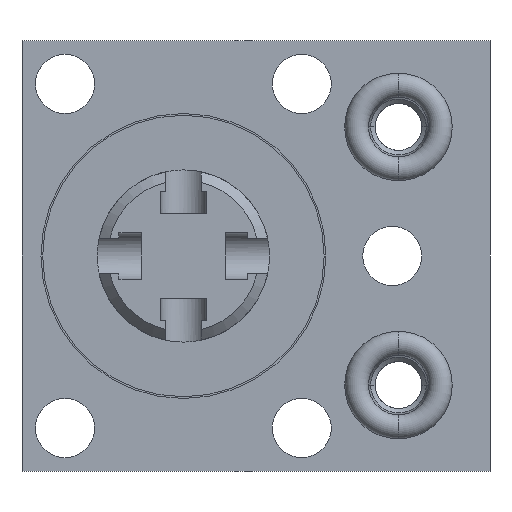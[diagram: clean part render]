
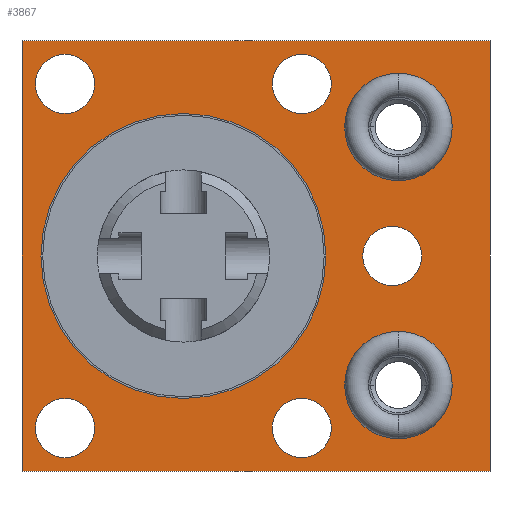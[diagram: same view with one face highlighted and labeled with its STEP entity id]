
A CAD part, left-side view. The second image highlights one B-rep face of the part: STEP entity #3867.
In plain terms, the highlighted planar face has unit normal (-1, 0, 0).
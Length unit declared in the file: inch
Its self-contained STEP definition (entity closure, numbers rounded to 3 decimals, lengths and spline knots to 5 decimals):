
#718=DIRECTION('',(0.,-1.,0.));
#719=VECTOR('',#718,2.72);
#720=CARTESIAN_POINT('',(-1.25,0.938,1.25));
#721=LINE('',#720,#719);
#725=DIRECTION('',(0.,0.,-1.));
#726=VECTOR('',#725,2.5);
#727=CARTESIAN_POINT('',(-1.25,-1.782,1.25));
#728=LINE('',#727,#726);
#732=DIRECTION('',(0.,1.,0.));
#733=VECTOR('',#732,2.72);
#734=CARTESIAN_POINT('',(-1.25,-1.782,-1.25));
#735=LINE('',#734,#733);
#739=DIRECTION('',(0.,0.,1.));
#740=VECTOR('',#739,2.5);
#741=CARTESIAN_POINT('',(-1.25,0.938,-1.25));
#742=LINE('',#741,#740);
#746=CARTESIAN_POINT('',(-1.25,0.688,1.));
#747=DIRECTION('',(-1.,0.,0.));
#748=DIRECTION('',(0.,-1.,0.));
#749=AXIS2_PLACEMENT_3D('',#746,#747,#748);
#754=CARTESIAN_POINT('',(-1.25,0.688,1.));
#755=DIRECTION('',(-1.,0.,0.));
#756=DIRECTION('',(0.,1.,0.));
#757=AXIS2_PLACEMENT_3D('',#754,#755,#756);
#762=CARTESIAN_POINT('',(-1.25,0.688,-1.));
#763=DIRECTION('',(-1.,0.,0.));
#764=DIRECTION('',(0.,-1.,0.));
#765=AXIS2_PLACEMENT_3D('',#762,#763,#764);
#770=CARTESIAN_POINT('',(-1.25,0.688,-1.));
#771=DIRECTION('',(-1.,0.,0.));
#772=DIRECTION('',(0.,1.,0.));
#773=AXIS2_PLACEMENT_3D('',#770,#771,#772);
#778=CARTESIAN_POINT('',(-1.25,-0.688,1.));
#779=DIRECTION('',(-1.,0.,0.));
#780=DIRECTION('',(0.,-1.,0.));
#781=AXIS2_PLACEMENT_3D('',#778,#779,#780);
#786=CARTESIAN_POINT('',(-1.25,-0.688,1.));
#787=DIRECTION('',(-1.,0.,0.));
#788=DIRECTION('',(0.,1.,0.));
#789=AXIS2_PLACEMENT_3D('',#786,#787,#788);
#794=CARTESIAN_POINT('',(-1.25,-0.688,-1.));
#795=DIRECTION('',(-1.,0.,0.));
#796=DIRECTION('',(0.,-1.,0.));
#797=AXIS2_PLACEMENT_3D('',#794,#795,#796);
#802=CARTESIAN_POINT('',(-1.25,-0.688,-1.));
#803=DIRECTION('',(-1.,0.,0.));
#804=DIRECTION('',(0.,1.,0.));
#805=AXIS2_PLACEMENT_3D('',#802,#803,#804);
#810=CARTESIAN_POINT('',(-1.25,-1.214,0.));
#811=DIRECTION('',(-1.,0.,0.));
#812=DIRECTION('',(0.,-1.,0.));
#813=AXIS2_PLACEMENT_3D('',#810,#811,#812);
#818=CARTESIAN_POINT('',(-1.25,-1.214,0.));
#819=DIRECTION('',(-1.,0.,0.));
#820=DIRECTION('',(0.,1.,0.));
#821=AXIS2_PLACEMENT_3D('',#818,#819,#820);
#826=CARTESIAN_POINT('',(-1.25,-1.25,0.75));
#827=DIRECTION('',(1.,0.,0.));
#828=DIRECTION('',(0.,1.,0.));
#829=AXIS2_PLACEMENT_3D('',#826,#827,#828);
#834=CARTESIAN_POINT('',(-1.25,-1.25,0.75));
#835=DIRECTION('',(1.,0.,0.));
#836=DIRECTION('',(0.,-1.,0.));
#837=AXIS2_PLACEMENT_3D('',#834,#835,#836);
#842=CARTESIAN_POINT('',(-1.25,-1.25,-0.75));
#843=DIRECTION('',(1.,0.,0.));
#844=DIRECTION('',(0.,1.,0.));
#845=AXIS2_PLACEMENT_3D('',#842,#843,#844);
#850=CARTESIAN_POINT('',(-1.25,-1.25,-0.75));
#851=DIRECTION('',(1.,0.,0.));
#852=DIRECTION('',(0.,-1.,0.));
#853=AXIS2_PLACEMENT_3D('',#850,#851,#852);
#858=CARTESIAN_POINT('',(-1.25,0.,0.));
#859=DIRECTION('',(1.,0.,0.));
#860=DIRECTION('',(0.,1.,0.));
#861=AXIS2_PLACEMENT_3D('',#858,#859,#860);
#866=CARTESIAN_POINT('',(-1.25,0.,0.));
#867=DIRECTION('',(1.,0.,0.));
#868=DIRECTION('',(0.,-1.,0.));
#869=AXIS2_PLACEMENT_3D('',#866,#867,#868);
#3036=CARTESIAN_POINT('',(-1.25,0.938,1.25));
#3037=CARTESIAN_POINT('',(-1.25,-1.782,1.25));
#3038=VERTEX_POINT('',#3036);
#3039=VERTEX_POINT('',#3037);
#3040=CARTESIAN_POINT('',(-1.25,-1.782,-1.25));
#3041=VERTEX_POINT('',#3040);
#3042=CARTESIAN_POINT('',(-1.25,0.938,-1.25));
#3043=VERTEX_POINT('',#3042);
#3064=CARTESIAN_POINT('',(-1.25,0.5165,1.));
#3065=CARTESIAN_POINT('',(-1.25,0.8595,1.));
#3066=VERTEX_POINT('',#3064);
#3067=VERTEX_POINT('',#3065);
#3076=CARTESIAN_POINT('',(-1.25,-0.9375,0.75));
#3077=CARTESIAN_POINT('',(-1.25,-1.5625,0.75));
#3078=VERTEX_POINT('',#3076);
#3079=VERTEX_POINT('',#3077);
#3096=CARTESIAN_POINT('',(-1.25,-0.9375,-0.75));
#3097=CARTESIAN_POINT('',(-1.25,-1.5625,-0.75));
#3098=VERTEX_POINT('',#3096);
#3099=VERTEX_POINT('',#3097);
#3222=CARTESIAN_POINT('',(-1.25,0.5165,-1.));
#3223=CARTESIAN_POINT('',(-1.25,0.8595,-1.));
#3224=VERTEX_POINT('',#3222);
#3225=VERTEX_POINT('',#3223);
#3230=CARTESIAN_POINT('',(-1.25,-0.8595,1.));
#3231=CARTESIAN_POINT('',(-1.25,-0.5165,1.));
#3232=VERTEX_POINT('',#3230);
#3233=VERTEX_POINT('',#3231);
#3238=CARTESIAN_POINT('',(-1.25,-0.8595,-1.));
#3239=CARTESIAN_POINT('',(-1.25,-0.5165,-1.));
#3240=VERTEX_POINT('',#3238);
#3241=VERTEX_POINT('',#3239);
#3246=CARTESIAN_POINT('',(-1.25,-1.3855,0.));
#3247=CARTESIAN_POINT('',(-1.25,-1.0425,0.));
#3248=VERTEX_POINT('',#3246);
#3249=VERTEX_POINT('',#3247);
#3336=CARTESIAN_POINT('',(-1.25,0.828,0.));
#3337=CARTESIAN_POINT('',(-1.25,-0.828,0.));
#3338=VERTEX_POINT('',#3336);
#3339=VERTEX_POINT('',#3337);
#3808=CARTESIAN_POINT('',(-1.25,0.,0.));
#3809=DIRECTION('',(1.,0.,0.));
#3810=DIRECTION('',(0.,0.,-1.));
#3811=AXIS2_PLACEMENT_3D('',#3808,#3809,#3810);
#3812=PLANE('',#3811);
#3813=ORIENTED_EDGE('',*,*,#3748,.T.);
#3814=ORIENTED_EDGE('',*,*,#3763,.T.);
#3815=ORIENTED_EDGE('',*,*,#3789,.T.);
#3816=ORIENTED_EDGE('',*,*,#3802,.T.);
#3817=EDGE_LOOP('',(#3813,#3814,#3815,#3816));
#3818=FACE_OUTER_BOUND('',#3817,.F.);
#3820=ORIENTED_EDGE('',*,*,#3819,.T.);
#3822=ORIENTED_EDGE('',*,*,#3821,.T.);
#3823=EDGE_LOOP('',(#3820,#3822));
#3824=FACE_BOUND('',#3823,.F.);
#3826=ORIENTED_EDGE('',*,*,#3825,.T.);
#3828=ORIENTED_EDGE('',*,*,#3827,.T.);
#3829=EDGE_LOOP('',(#3826,#3828));
#3830=FACE_BOUND('',#3829,.F.);
#3832=ORIENTED_EDGE('',*,*,#3831,.T.);
#3834=ORIENTED_EDGE('',*,*,#3833,.T.);
#3835=EDGE_LOOP('',(#3832,#3834));
#3836=FACE_BOUND('',#3835,.F.);
#3838=ORIENTED_EDGE('',*,*,#3837,.T.);
#3840=ORIENTED_EDGE('',*,*,#3839,.T.);
#3841=EDGE_LOOP('',(#3838,#3840));
#3842=FACE_BOUND('',#3841,.F.);
#3844=ORIENTED_EDGE('',*,*,#3843,.T.);
#3846=ORIENTED_EDGE('',*,*,#3845,.T.);
#3847=EDGE_LOOP('',(#3844,#3846));
#3848=FACE_BOUND('',#3847,.F.);
#3850=ORIENTED_EDGE('',*,*,#3849,.F.);
#3852=ORIENTED_EDGE('',*,*,#3851,.F.);
#3853=EDGE_LOOP('',(#3850,#3852));
#3854=FACE_BOUND('',#3853,.F.);
#3856=ORIENTED_EDGE('',*,*,#3855,.F.);
#3858=ORIENTED_EDGE('',*,*,#3857,.F.);
#3859=EDGE_LOOP('',(#3856,#3858));
#3860=FACE_BOUND('',#3859,.F.);
#3862=ORIENTED_EDGE('',*,*,#3861,.F.);
#3864=ORIENTED_EDGE('',*,*,#3863,.F.);
#3865=EDGE_LOOP('',(#3862,#3864));
#3866=FACE_BOUND('',#3865,.F.);
#750=CIRCLE('',#749,0.1715);
#758=CIRCLE('',#757,0.1715);
#766=CIRCLE('',#765,0.1715);
#774=CIRCLE('',#773,0.1715);
#782=CIRCLE('',#781,0.1715);
#790=CIRCLE('',#789,0.1715);
#798=CIRCLE('',#797,0.1715);
#806=CIRCLE('',#805,0.1715);
#814=CIRCLE('',#813,0.1715);
#822=CIRCLE('',#821,0.1715);
#830=CIRCLE('',#829,0.3125);
#838=CIRCLE('',#837,0.3125);
#846=CIRCLE('',#845,0.3125);
#854=CIRCLE('',#853,0.3125);
#862=CIRCLE('',#861,0.828);
#870=CIRCLE('',#869,0.828);
#3748=EDGE_CURVE('',#3038,#3039,#721,.T.);
#3763=EDGE_CURVE('',#3039,#3041,#728,.T.);
#3789=EDGE_CURVE('',#3041,#3043,#735,.T.);
#3802=EDGE_CURVE('',#3043,#3038,#742,.T.);
#3819=EDGE_CURVE('',#3066,#3067,#750,.T.);
#3821=EDGE_CURVE('',#3067,#3066,#758,.T.);
#3825=EDGE_CURVE('',#3224,#3225,#766,.T.);
#3827=EDGE_CURVE('',#3225,#3224,#774,.T.);
#3831=EDGE_CURVE('',#3232,#3233,#782,.T.);
#3833=EDGE_CURVE('',#3233,#3232,#790,.T.);
#3837=EDGE_CURVE('',#3240,#3241,#798,.T.);
#3839=EDGE_CURVE('',#3241,#3240,#806,.T.);
#3843=EDGE_CURVE('',#3248,#3249,#814,.T.);
#3845=EDGE_CURVE('',#3249,#3248,#822,.T.);
#3849=EDGE_CURVE('',#3078,#3079,#830,.T.);
#3851=EDGE_CURVE('',#3079,#3078,#838,.T.);
#3855=EDGE_CURVE('',#3098,#3099,#846,.T.);
#3857=EDGE_CURVE('',#3099,#3098,#854,.T.);
#3861=EDGE_CURVE('',#3338,#3339,#862,.T.);
#3863=EDGE_CURVE('',#3339,#3338,#870,.T.);
#3867=ADVANCED_FACE('',(#3818,#3824,#3830,#3836,#3842,#3848,#3854,#3860,#3866),
#3812,.F.);
